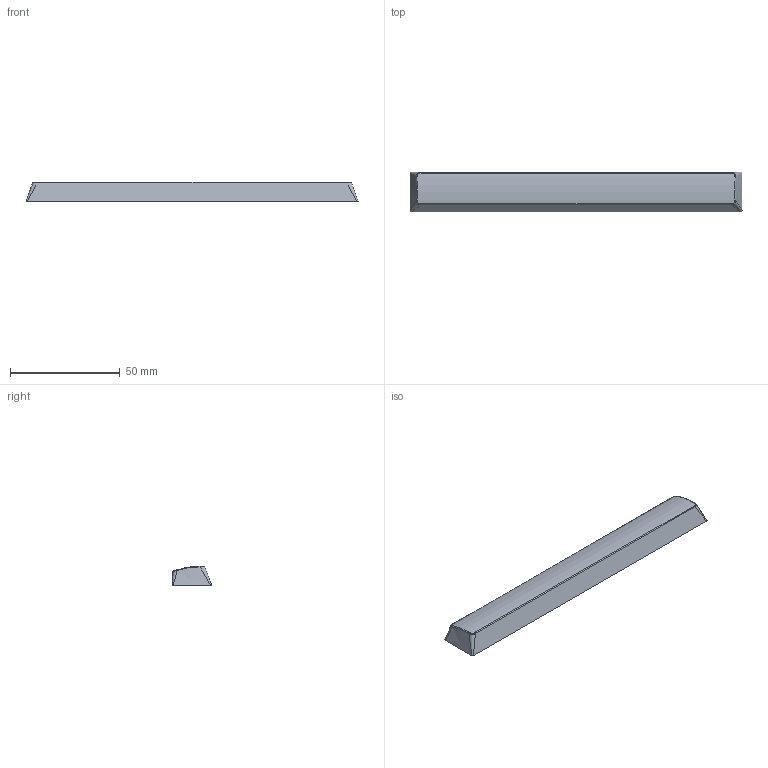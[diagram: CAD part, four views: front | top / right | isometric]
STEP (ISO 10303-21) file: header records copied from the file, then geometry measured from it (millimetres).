
FILE_DESCRIPTION(/* description */ (''),/* implementation_level */ '2;1');
FILE_NAME(/* name */ 'Convex_8u_v2.step',/* time_stamp */ '2021-08-17T23:45:39-04:00',/* author */ (''),/* organization */ (''),/* preprocessor_version */ 'ST-DEVELOPER v18.1',/* originating_system */ 'Autodesk Translation Framework v10.9.0.1377',/* authorisation */ '');
FILE_SCHEMA (('AUTOMOTIVE_DESIGN { 1 0 10303 214 3 1 1 }'));
Length unit declared in the file: millimetre
Products named in the file (1): Convex_8u
Bounding box: 151.45 x 18.1 x 8.92 mm (x, y, z)
Volume: 6059.1 mm3; surface area: 10987.7 mm2
Topology: 1 solids, 1 shells, 185 faces, 477 edges, 298 vertices
Faces by surface type: plane 142, bspline 39, cylinder 4
Full cylindrical faces by diameter (mm): 5.5 x3
Entity records: 7342 total; most frequent: CARTESIAN_POINT 3044, ORIENTED_EDGE 954, DIRECTION 739, EDGE_CURVE 477, LINE 341, VECTOR 341, VERTEX_POINT 298, AXIS2_PLACEMENT_3D 199
